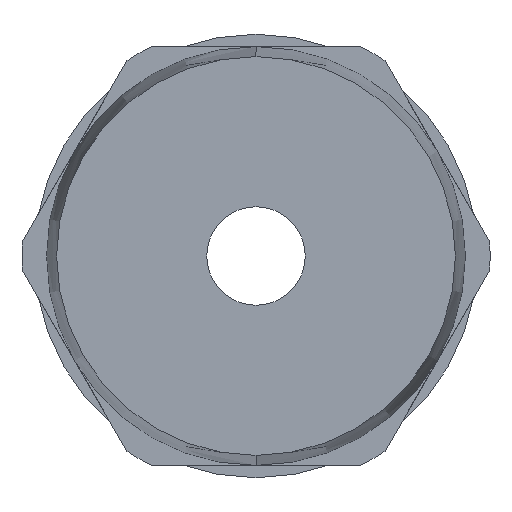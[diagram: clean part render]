
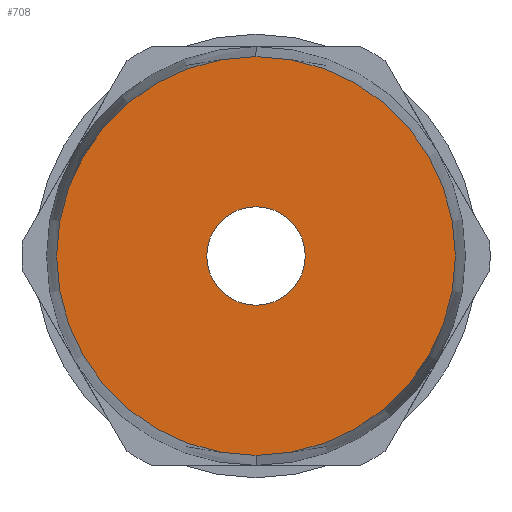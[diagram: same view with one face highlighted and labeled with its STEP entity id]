
A CAD part, front view. The second image highlights one B-rep face of the part: STEP entity #708.
In plain terms, the highlighted planar face has unit normal (0, -1, 0).
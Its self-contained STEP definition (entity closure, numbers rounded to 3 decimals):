
#24 = CARTESIAN_POINT ( 'NONE',  ( 0., -19.65, 0. ) ) ;
#29 = CIRCLE ( 'NONE', #1398, 2. ) ;
#95 = PLANE ( 'NONE',  #1503 ) ;
#146 = DIRECTION ( 'NONE',  ( 0., 0., -1. ) ) ;
#227 = DIRECTION ( 'NONE',  ( 0., 0., 1. ) ) ;
#290 = VERTEX_POINT ( 'NONE', #1629 ) ;
#325 = DIRECTION ( 'NONE',  ( 0., -1., 0. ) ) ;
#373 = AXIS2_PLACEMENT_3D ( 'NONE', #1846, #1034, #2285 ) ;
#465 = FACE_BOUND ( 'NONE', #2504, .T. ) ;
#582 = DIRECTION ( 'NONE',  ( 0., -1., 0. ) ) ;
#589 = CIRCLE ( 'NONE', #1596, 8.093 ) ;
#708 = ADVANCED_FACE ( 'NONE', ( #465, #2061 ), #95, .T. ) ;
#753 = VERTEX_POINT ( 'NONE', #2616 ) ;
#851 = CARTESIAN_POINT ( 'NONE',  ( 0., -19.65, 2. ) ) ;
#990 = EDGE_LOOP ( 'NONE', ( #2141, #2072 ) ) ;
#1018 = EDGE_CURVE ( 'NONE', #753, #1079, #1715, .T. ) ;
#1034 = DIRECTION ( 'NONE',  ( 0., 1., 0. ) ) ;
#1079 = VERTEX_POINT ( 'NONE', #2008 ) ;
#1182 = DIRECTION ( 'NONE',  ( 0., 0., -1. ) ) ;
#1235 = VERTEX_POINT ( 'NONE', #851 ) ;
#1289 = EDGE_CURVE ( 'NONE', #1235, #290, #1825, .T. ) ;
#1377 = DIRECTION ( 'NONE',  ( 0., -1., 0. ) ) ;
#1398 = AXIS2_PLACEMENT_3D ( 'NONE', #24, #1454, #227 ) ;
#1454 = DIRECTION ( 'NONE',  ( 0., 1., 0. ) ) ;
#1503 = AXIS2_PLACEMENT_3D ( 'NONE', #1549, #325, #1769 ) ;
#1549 = CARTESIAN_POINT ( 'NONE',  ( 0., -19.65, 0. ) ) ;
#1596 = AXIS2_PLACEMENT_3D ( 'NONE', #2436, #582, #1182 ) ;
#1629 = CARTESIAN_POINT ( 'NONE',  ( 0., -19.65, -2. ) ) ;
#1712 = EDGE_CURVE ( 'NONE', #1079, #753, #589, .T. ) ;
#1715 = CIRCLE ( 'NONE', #1863, 8.093 ) ;
#1769 = DIRECTION ( 'NONE',  ( 0., 0., -1. ) ) ;
#1825 = CIRCLE ( 'NONE', #373, 2. ) ;
#1846 = CARTESIAN_POINT ( 'NONE',  ( 0., -19.65, 0. ) ) ;
#1863 = AXIS2_PLACEMENT_3D ( 'NONE', #2622, #1377, #146 ) ;
#2008 = CARTESIAN_POINT ( 'NONE',  ( 0., -19.65, 8.093 ) ) ;
#2031 = ORIENTED_EDGE ( 'NONE', *, *, #1289, .T. ) ;
#2061 = FACE_OUTER_BOUND ( 'NONE', #990, .T. ) ;
#2072 = ORIENTED_EDGE ( 'NONE', *, *, #1712, .T. ) ;
#2141 = ORIENTED_EDGE ( 'NONE', *, *, #1018, .T. ) ;
#2285 = DIRECTION ( 'NONE',  ( 0., 0., 1. ) ) ;
#2436 = CARTESIAN_POINT ( 'NONE',  ( 0., -19.65, 0. ) ) ;
#2504 = EDGE_LOOP ( 'NONE', ( #2031, #2514 ) ) ;
#2514 = ORIENTED_EDGE ( 'NONE', *, *, #2598, .T. ) ;
#2598 = EDGE_CURVE ( 'NONE', #290, #1235, #29, .T. ) ;
#2616 = CARTESIAN_POINT ( 'NONE',  ( 0., -19.65, -8.093 ) ) ;
#2622 = CARTESIAN_POINT ( 'NONE',  ( 0., -19.65, 0. ) ) ;
